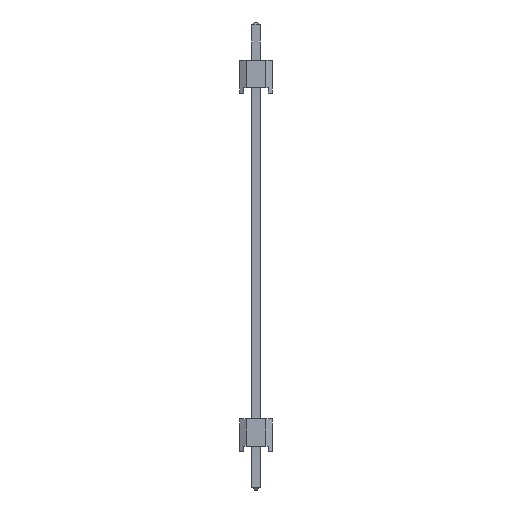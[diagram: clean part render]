
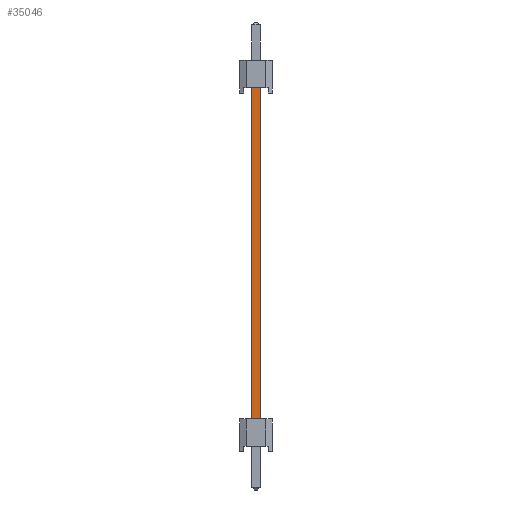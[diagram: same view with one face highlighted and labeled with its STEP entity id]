
A CAD part, left-side view. The second image highlights one B-rep face of the part: STEP entity #35046.
In plain terms, the highlighted face is planar.
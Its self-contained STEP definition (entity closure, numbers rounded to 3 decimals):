
#5616=ORIENTED_EDGE('',*,*,#10195,.F.);
#5617=ORIENTED_EDGE('',*,*,#8453,.F.);
#5618=ORIENTED_EDGE('',*,*,#10194,.T.);
#5619=ORIENTED_EDGE('',*,*,#9550,.F.);
#8453=EDGE_CURVE('',#11719,#11716,#14361,.T.);
#9550=EDGE_CURVE('',#12490,#12491,#15458,.T.);
#10194=EDGE_CURVE('',#11719,#12491,#16102,.T.);
#10195=EDGE_CURVE('',#11716,#12490,#16103,.T.);
#11716=VERTEX_POINT('',#45582);
#11719=VERTEX_POINT('',#45587);
#12490=VERTEX_POINT('',#47782);
#12491=VERTEX_POINT('',#47784);
#14361=LINE('',#45588,#17957);
#15458=LINE('',#47783,#19054);
#16102=LINE('',#49104,#19698);
#16103=LINE('',#49106,#19699);
#17957=VECTOR('',#38709,1000.);
#19054=VECTOR('',#40460,1000.);
#19698=VECTOR('',#41688,1000.);
#19699=VECTOR('',#41691,1000.);
#21396=EDGE_LOOP('',(#5616,#5617,#5618,#5619));
#22876=FACE_BOUND('',#21396,.T.);
#24228=PLANE('',#36405);
#35046=ADVANCED_FACE('',(#22876),#24228,.F.);
#36405=AXIS2_PLACEMENT_3D('',#49107,#41692,#41693);
#38709=DIRECTION('',(0.,-1.,0.));
#40460=DIRECTION('',(0.,1.,0.));
#41688=DIRECTION('',(0.,0.,1.));
#41691=DIRECTION('',(0.,0.,1.));
#41692=DIRECTION('',(-1.,0.,0.));
#41693=DIRECTION('',(0.,0.,1.));
#45582=CARTESIAN_POINT('',(79.06,-0.32,-12.7));
#45587=CARTESIAN_POINT('',(79.06,0.32,-12.7));
#45588=CARTESIAN_POINT('',(79.06,-1.27,-12.7));
#47782=CARTESIAN_POINT('',(79.06,-0.32,13.12));
#47783=CARTESIAN_POINT('',(79.06,0.32,13.12));
#47784=CARTESIAN_POINT('',(79.06,0.32,13.12));
#49104=CARTESIAN_POINT('',(79.06,0.32,-18.24));
#49106=CARTESIAN_POINT('',(79.06,-0.32,-18.24));
#49107=CARTESIAN_POINT('',(79.06,-0.32,-18.24));
